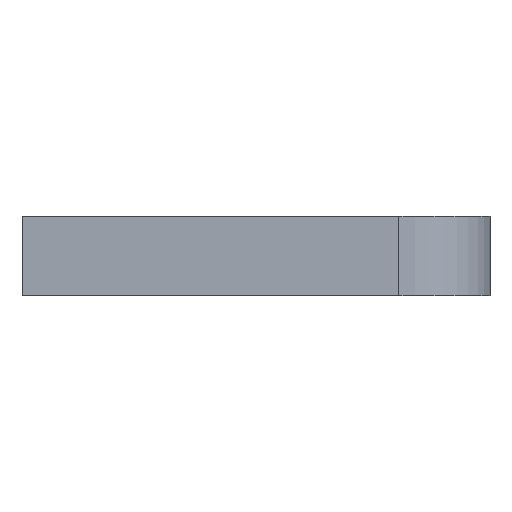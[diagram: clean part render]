
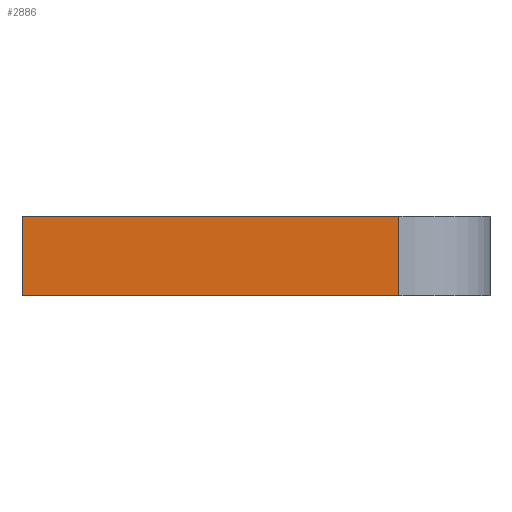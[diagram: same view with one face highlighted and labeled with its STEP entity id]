
A CAD part, left-side view. The second image highlights one B-rep face of the part: STEP entity #2886.
In plain terms, the highlighted planar face has unit normal (-1, 0, 0).
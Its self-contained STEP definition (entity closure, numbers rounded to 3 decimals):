
#237 = PLANE('',#238);
#238 = AXIS2_PLACEMENT_3D('',#239,#240,#241);
#239 = CARTESIAN_POINT('',(0.,14.7,0.));
#240 = DIRECTION('',(0.,0.,-1.));
#241 = DIRECTION('',(0.,1.,0.));
#687 = PLANE('',#688);
#688 = AXIS2_PLACEMENT_3D('',#689,#690,#691);
#689 = CARTESIAN_POINT('',(0.,100.25,0.));
#690 = DIRECTION('',(0.,1.,0.));
#691 = DIRECTION('',(0.,0.,1.));
#1448 = VERTEX_POINT('',#1449);
#1449 = CARTESIAN_POINT('',(-6.,14.7,0.));
#1485 = CYLINDRICAL_SURFACE('',#1486,20.619);
#1486 = AXIS2_PLACEMENT_3D('',#1487,#1488,#1489);
#1487 = CARTESIAN_POINT('',(14.618,14.618,0.));
#1488 = DIRECTION('',(-0.,-0.,-1.));
#1489 = DIRECTION('',(0.,1.,0.));
#1610 = EDGE_CURVE('',#1448,#1611,#1613,.T.);
#1611 = VERTEX_POINT('',#1612);
#1612 = CARTESIAN_POINT('',(-6.,100.25,0.));
#1613 = SURFACE_CURVE('',#1614,(#1618,#1625),.PCURVE_S1.);
#1614 = LINE('',#1615,#1616);
#1615 = CARTESIAN_POINT('',(-6.,14.7,0.));
#1616 = VECTOR('',#1617,1.);
#1617 = DIRECTION('',(0.,1.,0.));
#1618 = PCURVE('',#237,#1619);
#1619 = DEFINITIONAL_REPRESENTATION('',(#1620),#1624);
#1620 = LINE('',#1621,#1622);
#1621 = CARTESIAN_POINT('',(0.,-6.));
#1622 = VECTOR('',#1623,1.);
#1623 = DIRECTION('',(1.,0.));
#1624 = ( GEOMETRIC_REPRESENTATION_CONTEXT(2) 
PARAMETRIC_REPRESENTATION_CONTEXT() REPRESENTATION_CONTEXT('2D SPACE',''
  ) );
#1625 = PCURVE('',#1626,#1631);
#1626 = PLANE('',#1627);
#1627 = AXIS2_PLACEMENT_3D('',#1628,#1629,#1630);
#1628 = CARTESIAN_POINT('',(-6.,57.475,9.));
#1629 = DIRECTION('',(1.,0.,0.));
#1630 = DIRECTION('',(0.,0.,1.));
#1631 = DEFINITIONAL_REPRESENTATION('',(#1632),#1636);
#1632 = LINE('',#1633,#1634);
#1633 = CARTESIAN_POINT('',(-9.,42.775));
#1634 = VECTOR('',#1635,1.);
#1635 = DIRECTION('',(0.,-1.));
#1636 = ( GEOMETRIC_REPRESENTATION_CONTEXT(2) 
PARAMETRIC_REPRESENTATION_CONTEXT() REPRESENTATION_CONTEXT('2D SPACE',''
  ) );
#1715 = EDGE_CURVE('',#1611,#1716,#1718,.T.);
#1716 = VERTEX_POINT('',#1717);
#1717 = CARTESIAN_POINT('',(-6.,100.25,18.));
#1718 = SURFACE_CURVE('',#1719,(#1723,#1730),.PCURVE_S1.);
#1719 = LINE('',#1720,#1721);
#1720 = CARTESIAN_POINT('',(-6.,100.25,0.));
#1721 = VECTOR('',#1722,1.);
#1722 = DIRECTION('',(0.,0.,1.));
#1723 = PCURVE('',#687,#1724);
#1724 = DEFINITIONAL_REPRESENTATION('',(#1725),#1729);
#1725 = LINE('',#1726,#1727);
#1726 = CARTESIAN_POINT('',(0.,-6.));
#1727 = VECTOR('',#1728,1.);
#1728 = DIRECTION('',(1.,0.));
#1729 = ( GEOMETRIC_REPRESENTATION_CONTEXT(2) 
PARAMETRIC_REPRESENTATION_CONTEXT() REPRESENTATION_CONTEXT('2D SPACE',''
  ) );
#1730 = PCURVE('',#1626,#1731);
#1731 = DEFINITIONAL_REPRESENTATION('',(#1732),#1736);
#1732 = LINE('',#1733,#1734);
#1733 = CARTESIAN_POINT('',(-9.,-42.775));
#1734 = VECTOR('',#1735,1.);
#1735 = DIRECTION('',(1.,0.));
#1736 = ( GEOMETRIC_REPRESENTATION_CONTEXT(2) 
PARAMETRIC_REPRESENTATION_CONTEXT() REPRESENTATION_CONTEXT('2D SPACE',''
  ) );
#1754 = PLANE('',#1755);
#1755 = AXIS2_PLACEMENT_3D('',#1756,#1757,#1758);
#1756 = CARTESIAN_POINT('',(0.,100.25,18.));
#1757 = DIRECTION('',(0.,0.,1.));
#1758 = DIRECTION('',(0.,-1.,0.));
#2834 = EDGE_CURVE('',#2835,#1448,#2837,.T.);
#2835 = VERTEX_POINT('',#2836);
#2836 = CARTESIAN_POINT('',(-6.,14.7,18.));
#2837 = SURFACE_CURVE('',#2838,(#2842,#2849),.PCURVE_S1.);
#2838 = LINE('',#2839,#2840);
#2839 = CARTESIAN_POINT('',(-6.,14.7,18.));
#2840 = VECTOR('',#2841,1.);
#2841 = DIRECTION('',(0.,0.,-1.));
#2842 = PCURVE('',#1485,#2843);
#2843 = DEFINITIONAL_REPRESENTATION('',(#2844),#2848);
#2844 = LINE('',#2845,#2846);
#2845 = CARTESIAN_POINT('',(-1.567,-18.));
#2846 = VECTOR('',#2847,1.);
#2847 = DIRECTION('',(0.,1.));
#2848 = ( GEOMETRIC_REPRESENTATION_CONTEXT(2) 
PARAMETRIC_REPRESENTATION_CONTEXT() REPRESENTATION_CONTEXT('2D SPACE',''
  ) );
#2849 = PCURVE('',#1626,#2850);
#2850 = DEFINITIONAL_REPRESENTATION('',(#2851),#2855);
#2851 = LINE('',#2852,#2853);
#2852 = CARTESIAN_POINT('',(9.,42.775));
#2853 = VECTOR('',#2854,1.);
#2854 = DIRECTION('',(-1.,0.));
#2855 = ( GEOMETRIC_REPRESENTATION_CONTEXT(2) 
PARAMETRIC_REPRESENTATION_CONTEXT() REPRESENTATION_CONTEXT('2D SPACE',''
  ) );
#2886 = ADVANCED_FACE('',(#2887),#1626,.F.);
#2887 = FACE_BOUND('',#2888,.F.);
#2888 = EDGE_LOOP('',(#2889,#2910,#2911,#2912));
#2889 = ORIENTED_EDGE('',*,*,#2890,.T.);
#2890 = EDGE_CURVE('',#1716,#2835,#2891,.T.);
#2891 = SURFACE_CURVE('',#2892,(#2896,#2903),.PCURVE_S1.);
#2892 = LINE('',#2893,#2894);
#2893 = CARTESIAN_POINT('',(-6.,100.25,18.));
#2894 = VECTOR('',#2895,1.);
#2895 = DIRECTION('',(0.,-1.,0.));
#2896 = PCURVE('',#1626,#2897);
#2897 = DEFINITIONAL_REPRESENTATION('',(#2898),#2902);
#2898 = LINE('',#2899,#2900);
#2899 = CARTESIAN_POINT('',(9.,-42.775));
#2900 = VECTOR('',#2901,1.);
#2901 = DIRECTION('',(0.,1.));
#2902 = ( GEOMETRIC_REPRESENTATION_CONTEXT(2) 
PARAMETRIC_REPRESENTATION_CONTEXT() REPRESENTATION_CONTEXT('2D SPACE',''
  ) );
#2903 = PCURVE('',#1754,#2904);
#2904 = DEFINITIONAL_REPRESENTATION('',(#2905),#2909);
#2905 = LINE('',#2906,#2907);
#2906 = CARTESIAN_POINT('',(0.,-6.));
#2907 = VECTOR('',#2908,1.);
#2908 = DIRECTION('',(1.,0.));
#2909 = ( GEOMETRIC_REPRESENTATION_CONTEXT(2) 
PARAMETRIC_REPRESENTATION_CONTEXT() REPRESENTATION_CONTEXT('2D SPACE',''
  ) );
#2910 = ORIENTED_EDGE('',*,*,#2834,.T.);
#2911 = ORIENTED_EDGE('',*,*,#1610,.T.);
#2912 = ORIENTED_EDGE('',*,*,#1715,.T.);
